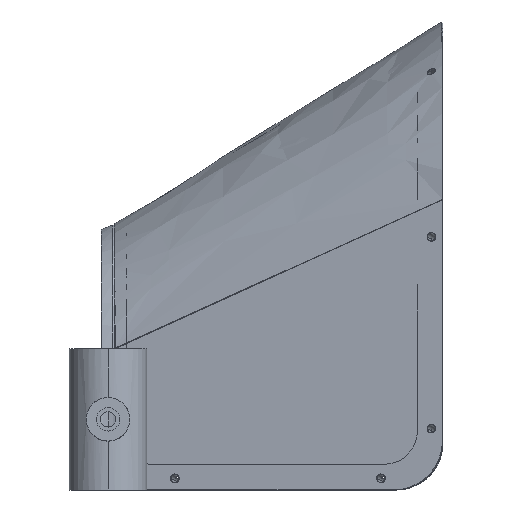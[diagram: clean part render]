
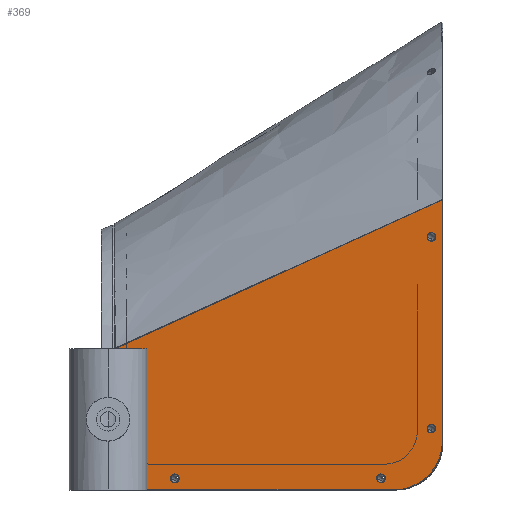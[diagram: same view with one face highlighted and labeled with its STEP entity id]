
A CAD part, left-side view. The second image highlights one B-rep face of the part: STEP entity #369.
In plain terms, the highlighted planar face has unit normal (-0.948, 0.276, 0.16).
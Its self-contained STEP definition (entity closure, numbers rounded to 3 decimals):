
#172 = DIRECTION ( 'NONE',  ( -0.279, -0.96, 0. ) ) ;
#215 = CIRCLE ( 'NONE', #6143, 0.9 ) ;
#247 = CARTESIAN_POINT ( 'NONE',  ( -44.915, -71.445, 62.072 ) ) ;
#279 = VERTEX_POINT ( 'NONE', #9825 ) ;
#369 = ADVANCED_FACE ( 'NONE', ( #10137, #7298, #8167, #2578, #5324 ), #6311, .F. ) ;
#615 = ORIENTED_EDGE ( 'NONE', *, *, #8470, .T. ) ;
#624 = ORIENTED_EDGE ( 'NONE', *, *, #5231, .T. ) ;
#716 = DIRECTION ( 'NONE',  ( 0.948, -0.276, -0.16 ) ) ;
#815 = VERTEX_POINT ( 'NONE', #10798 ) ;
#895 = AXIS2_PLACEMENT_3D ( 'NONE', #1692, #716, #1519 ) ;
#1075 = EDGE_CURVE ( 'NONE', #7061, #5965, #9620, .T. ) ;
#1259 = VERTEX_POINT ( 'NONE', #8788 ) ;
#1304 = DIRECTION ( 'NONE',  ( -0.166, 0., -0.986 ) ) ;
#1390 = AXIS2_PLACEMENT_3D ( 'NONE', #7102, #10668, #11596 ) ;
#1519 = DIRECTION ( 'NONE',  ( 0.279, 0.96, 0. ) ) ;
#1590 = CARTESIAN_POINT ( 'NONE',  ( -51.127, -58.26, 2.532 ) ) ;
#1628 = VECTOR ( 'NONE', #1304, 1000. ) ;
#1690 = VERTEX_POINT ( 'NONE', #2577 ) ;
#1692 = CARTESIAN_POINT ( 'NONE',  ( -38.313, -14.216, 2.532 ) ) ;
#1857 = EDGE_CURVE ( 'NONE', #3160, #7061, #8637, .T. ) ;
#1890 = ORIENTED_EDGE ( 'NONE', *, *, #10887, .T. ) ;
#1957 = CIRCLE ( 'NONE', #6961, 0.9 ) ;
#2084 = CIRCLE ( 'NONE', #6261, 0.9 ) ;
#2089 = VERTEX_POINT ( 'NONE', #4860 ) ;
#2145 = CARTESIAN_POINT ( 'NONE',  ( -38.564, -15.08, 2.532 ) ) ;
#2166 = DIRECTION ( 'NONE',  ( 0.279, 0.96, 0. ) ) ;
#2272 = EDGE_CURVE ( 'NONE', #7011, #279, #5239, .T. ) ;
#2306 = DIRECTION ( 'NONE',  ( 0.279, 0.96, 0. ) ) ;
#2457 = VERTEX_POINT ( 'NONE', #11373 ) ;
#2550 = AXIS2_PLACEMENT_3D ( 'NONE', #4914, #10762, #6086 ) ;
#2577 = CARTESIAN_POINT ( 'NONE',  ( -45.809, -69.906, 54.12 ) ) ;
#2578 = FACE_BOUND ( 'NONE', #8926, .T. ) ;
#2942 = AXIS2_PLACEMENT_3D ( 'NONE', #9971, #9165, #6333 ) ;
#2977 = VERTEX_POINT ( 'NONE', #247 ) ;
#3160 = VERTEX_POINT ( 'NONE', #8213 ) ;
#3343 = ORIENTED_EDGE ( 'NONE', *, *, #12161, .T. ) ;
#3383 = EDGE_LOOP ( 'NONE', ( #9793, #5334 ) ) ;
#3828 = DIRECTION ( 'NONE',  ( 0.948, -0.276, -0.16 ) ) ;
#3979 = CARTESIAN_POINT ( 'NONE',  ( -51.378, -59.124, 2.532 ) ) ;
#4266 = DIRECTION ( 'NONE',  ( -0.948, 0.276, 0.16 ) ) ;
#4406 = EDGE_CURVE ( 'NONE', #1259, #10101, #2084, .T. ) ;
#4784 = CIRCLE ( 'NONE', #5388, 10. ) ;
#4860 = CARTESIAN_POINT ( 'NONE',  ( -53.636, -71.445, 10.394 ) ) ;
#4914 = CARTESIAN_POINT ( 'NONE',  ( -52.472, -69.042, 13.149 ) ) ;
#4942 = CIRCLE ( 'NONE', #2942, 0.9 ) ;
#5025 = VERTEX_POINT ( 'NONE', #6201 ) ;
#5077 = CARTESIAN_POINT ( 'NONE',  ( -34.998, -1.39, 0.064 ) ) ;
#5172 = VECTOR ( 'NONE', #172, 1000. ) ;
#5231 = EDGE_CURVE ( 'NONE', #5965, #11685, #4784, .T. ) ;
#5239 = CIRCLE ( 'NONE', #895, 0.9 ) ;
#5260 = DIRECTION ( 'NONE',  ( 0.279, 0.96, 0. ) ) ;
#5276 = ORIENTED_EDGE ( 'NONE', *, *, #1075, .T. ) ;
#5324 = FACE_OUTER_BOUND ( 'NONE', #6077, .T. ) ;
#5334 = ORIENTED_EDGE ( 'NONE', *, *, #10249, .T. ) ;
#5388 = AXIS2_PLACEMENT_3D ( 'NONE', #8838, #4266, #10803 ) ;
#5438 = DIRECTION ( 'NONE',  ( 0.948, -0.276, -0.16 ) ) ;
#5441 = EDGE_LOOP ( 'NONE', ( #7835, #9262 ) ) ;
#5625 = DIRECTION ( 'NONE',  ( 0.279, 0.96, 0. ) ) ;
#5720 = AXIS2_PLACEMENT_3D ( 'NONE', #6370, #5438, #5260 ) ;
#5748 = CARTESIAN_POINT ( 'NONE',  ( -45.558, -69.042, 54.12 ) ) ;
#5924 = DIRECTION ( 'NONE',  ( -0.166, 0., -0.986 ) ) ;
#5965 = VERTEX_POINT ( 'NONE', #9576 ) ;
#6021 = DIRECTION ( 'NONE',  ( 0.948, -0.276, -0.16 ) ) ;
#6027 = EDGE_CURVE ( 'NONE', #2977, #2089, #9892, .T. ) ;
#6077 = EDGE_LOOP ( 'NONE', ( #5276, #624, #11567, #6621, #10057, #10060 ) ) ;
#6086 = DIRECTION ( 'NONE',  ( 0.279, 0.96, 0. ) ) ;
#6143 = AXIS2_PLACEMENT_3D ( 'NONE', #10644, #6021, #2166 ) ;
#6201 = CARTESIAN_POINT ( 'NONE',  ( -52.22, -68.177, 13.149 ) ) ;
#6261 = AXIS2_PLACEMENT_3D ( 'NONE', #1590, #11715, #2306 ) ;
#6311 = PLANE ( 'NONE',  #5720 ) ;
#6333 = DIRECTION ( 'NONE',  ( 0.279, 0.96, 0. ) ) ;
#6370 = CARTESIAN_POINT ( 'NONE',  ( -31.088, 9.044, 5.246 ) ) ;
#6567 = CARTESIAN_POINT ( 'NONE',  ( -29.901, -1.39, 30.264 ) ) ;
#6621 = ORIENTED_EDGE ( 'NONE', *, *, #6027, .F. ) ;
#6801 = EDGE_CURVE ( 'NONE', #3160, #2977, #9751, .T. ) ;
#6961 = AXIS2_PLACEMENT_3D ( 'NONE', #10942, #11065, #7310 ) ;
#7011 = VERTEX_POINT ( 'NONE', #2145 ) ;
#7061 = VERTEX_POINT ( 'NONE', #5077 ) ;
#7102 = CARTESIAN_POINT ( 'NONE',  ( -52.472, -69.042, 13.149 ) ) ;
#7260 = CARTESIAN_POINT ( 'NONE',  ( -44.915, -71.445, 62.072 ) ) ;
#7298 = FACE_BOUND ( 'NONE', #9954, .T. ) ;
#7310 = DIRECTION ( 'NONE',  ( 0.279, 0.96, 0. ) ) ;
#7324 = DIRECTION ( 'NONE',  ( 0.279, 0.96, 0. ) ) ;
#7375 = CARTESIAN_POINT ( 'NONE',  ( -39.911, -48.093, 51.469 ) ) ;
#7381 = DIRECTION ( 'NONE',  ( -0.948, 0.276, 0.16 ) ) ;
#7646 = CARTESIAN_POINT ( 'NONE',  ( -31.894, 9.279, 0.064 ) ) ;
#7716 = CARTESIAN_POINT ( 'NONE',  ( -29.901, -1.39, 30.264 ) ) ;
#7835 = ORIENTED_EDGE ( 'NONE', *, *, #9124, .T. ) ;
#8167 = FACE_BOUND ( 'NONE', #5441, .T. ) ;
#8213 = CARTESIAN_POINT ( 'NONE',  ( -29.901, -1.39, 30.264 ) ) ;
#8470 = EDGE_CURVE ( 'NONE', #815, #5025, #11045, .T. ) ;
#8637 = LINE ( 'NONE', #7716, #10353 ) ;
#8788 = CARTESIAN_POINT ( 'NONE',  ( -50.875, -57.396, 2.532 ) ) ;
#8838 = CARTESIAN_POINT ( 'NONE',  ( -50.917, -61.832, 9.935 ) ) ;
#8926 = EDGE_LOOP ( 'NONE', ( #3343, #11438 ) ) ;
#8954 = EDGE_CURVE ( 'NONE', #1690, #2457, #1957, .T. ) ;
#9124 = EDGE_CURVE ( 'NONE', #2457, #1690, #10129, .T. ) ;
#9165 = DIRECTION ( 'NONE',  ( 0.948, -0.276, -0.16 ) ) ;
#9262 = ORIENTED_EDGE ( 'NONE', *, *, #8954, .T. ) ;
#9576 = CARTESIAN_POINT ( 'NONE',  ( -52.453, -61.386, 0.064 ) ) ;
#9620 = LINE ( 'NONE', #7646, #5172 ) ;
#9719 = AXIS2_PLACEMENT_3D ( 'NONE', #5748, #3828, #5625 ) ;
#9751 = B_SPLINE_CURVE_WITH_KNOTS ( 'NONE', 3,
 ( #6567, #10324, #7375, #7260 ),
 .UNSPECIFIED., .F., .F.,
 ( 4, 4 ),
 ( 0., 1. ),
 .UNSPECIFIED. ) ;
#9793 = ORIENTED_EDGE ( 'NONE', *, *, #4406, .T. ) ;
#9825 = CARTESIAN_POINT ( 'NONE',  ( -38.061, -13.352, 2.532 ) ) ;
#9869 = AXIS2_PLACEMENT_3D ( 'NONE', #10954, #7381, #7324 ) ;
#9892 = LINE ( 'NONE', #10868, #1628 ) ;
#9954 = EDGE_LOOP ( 'NONE', ( #1890, #615 ) ) ;
#9971 = CARTESIAN_POINT ( 'NONE',  ( -51.127, -58.26, 2.532 ) ) ;
#10057 = ORIENTED_EDGE ( 'NONE', *, *, #6801, .F. ) ;
#10060 = ORIENTED_EDGE ( 'NONE', *, *, #1857, .T. ) ;
#10101 = VERTEX_POINT ( 'NONE', #3979 ) ;
#10129 = CIRCLE ( 'NONE', #9719, 0.9 ) ;
#10137 = FACE_BOUND ( 'NONE', #3383, .T. ) ;
#10249 = EDGE_CURVE ( 'NONE', #10101, #1259, #4942, .T. ) ;
#10263 = CIRCLE ( 'NONE', #9869, 10. ) ;
#10324 = CARTESIAN_POINT ( 'NONE',  ( -34.906, -24.741, 40.867 ) ) ;
#10353 = VECTOR ( 'NONE', #5924, 1000. ) ;
#10580 = EDGE_CURVE ( 'NONE', #11685, #2089, #10263, .T. ) ;
#10644 = CARTESIAN_POINT ( 'NONE',  ( -38.313, -14.216, 2.532 ) ) ;
#10668 = DIRECTION ( 'NONE',  ( 0.948, -0.276, -0.16 ) ) ;
#10762 = DIRECTION ( 'NONE',  ( 0.948, -0.276, -0.16 ) ) ;
#10798 = CARTESIAN_POINT ( 'NONE',  ( -52.723, -69.906, 13.149 ) ) ;
#10803 = DIRECTION ( 'NONE',  ( 0.279, 0.96, 0. ) ) ;
#10868 = CARTESIAN_POINT ( 'NONE',  ( -55.379, -71.445, 0.064 ) ) ;
#10887 = EDGE_CURVE ( 'NONE', #5025, #815, #12038, .T. ) ;
#10942 = CARTESIAN_POINT ( 'NONE',  ( -45.558, -69.042, 54.12 ) ) ;
#10946 = CARTESIAN_POINT ( 'NONE',  ( -53.71, -71.434, 9.935 ) ) ;
#10954 = CARTESIAN_POINT ( 'NONE',  ( -50.917, -61.832, 9.935 ) ) ;
#11045 = CIRCLE ( 'NONE', #2550, 0.9 ) ;
#11065 = DIRECTION ( 'NONE',  ( 0.948, -0.276, -0.16 ) ) ;
#11373 = CARTESIAN_POINT ( 'NONE',  ( -45.307, -68.177, 54.12 ) ) ;
#11438 = ORIENTED_EDGE ( 'NONE', *, *, #2272, .T. ) ;
#11567 = ORIENTED_EDGE ( 'NONE', *, *, #10580, .T. ) ;
#11596 = DIRECTION ( 'NONE',  ( 0.279, 0.96, 0. ) ) ;
#11685 = VERTEX_POINT ( 'NONE', #10946 ) ;
#11715 = DIRECTION ( 'NONE',  ( 0.948, -0.276, -0.16 ) ) ;
#12038 = CIRCLE ( 'NONE', #1390, 0.9 ) ;
#12161 = EDGE_CURVE ( 'NONE', #279, #7011, #215, .T. ) ;
